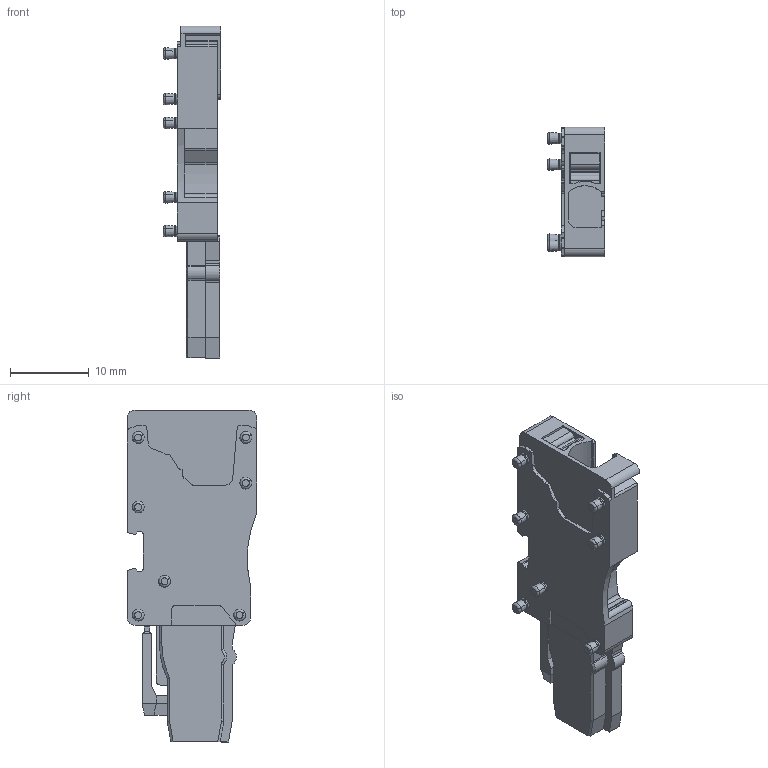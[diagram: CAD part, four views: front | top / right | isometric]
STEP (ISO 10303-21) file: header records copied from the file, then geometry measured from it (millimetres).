
FILE_DESCRIPTION(('CATIA V5R20 STEP214','CAx-IF Rec.Pracs.--- Model Styling and Organization---1.2---2011-12-15'),'2;1');
FILE_NAME ('8650961_2', '2016-01-18T15:20:57+00:00', ('Weidmueller Interface'), ('Weidmueller'), 'CATIA Version 5-6 Release 2014 SP4', 'CATIA V5 STEP AP214', 'none');
FILE_SCHEMA(('AUTOMOTIVE_DESIGN { 1 0 10303 214 1 1 1 1 }'));
Length unit declared in the file: millimetre
Products named in the file (1): 1513980000_APG_2-5_R_GN
Bounding box: 7.32 x 16.5 x 42.25 mm (x, y, z)
Volume: 2432.7 mm3; surface area: 2145.8 mm2
Topology: 2 solids, 2 shells, 360 faces, 963 edges, 623 vertices
Faces by surface type: plane 169, cylinder 132, cone 32, torus 14, extrusion 13
Entity records: 10759 total; most frequent: CARTESIAN_POINT 2112, ORIENTED_EDGE 1926, DIRECTION 1492, EDGE_CURVE 963, VECTOR 625, VERTEX_POINT 623, LINE 612, AXIS2_PLACEMENT_3D 588
